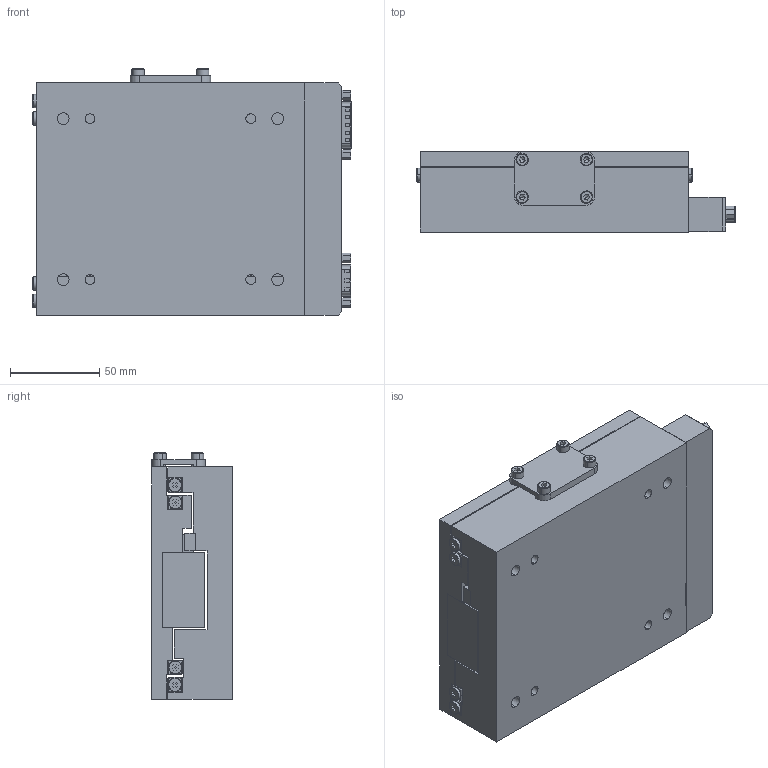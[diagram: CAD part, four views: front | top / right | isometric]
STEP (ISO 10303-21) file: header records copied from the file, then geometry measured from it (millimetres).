
FILE_DESCRIPTION (( 'STEP AP214' ), '1' );
FILE_NAME ('NPS-035-EXPORT.STEP', '2025-09-10T19:32:18', ( 'lab' ), ( '' ), 'SwSTEP 2.0', 'SolidWorks 2018', '' );
FILE_SCHEMA (( 'AUTOMOTIVE_DESIGN' ));
Length unit declared in the file: millimetre
Products named in the file (8): 1000006_file_export2; 1000007_file_export12; 1000003_file_export8; 1000002_35; 1000005_file_export11; 1000001_35; 1000004_file_export1; NPS-035-EXPORT
Assembly tree (13 placements, depth 2):
  NPS-035-EXPORT
    1000001_35
    1000002_35
    1000003_file_export8  x4
    1000004_file_export1
    1000005_file_export11  x4
    1000006_file_export2
    1000007_file_export12
Bounding box: 178.2 x 45 x 138 mm (x, y, z)
Volume: 867950.7 mm3; surface area: 189952.2 mm2
Topology: 72 solids, 72 shells, 1417 faces, 3259 edges, 2013 vertices
Faces by surface type: plane 859, cylinder 302, bspline 170, cone 86
Entity records: 47183 total; most frequent: CARTESIAN_POINT 12363, ORIENTED_EDGE 5854, DIRECTION 5697, EDGE_CURVE 2927, LINE 1901, VECTOR 1901, AXIS2_PLACEMENT_3D 1898, VERTEX_POINT 1836
